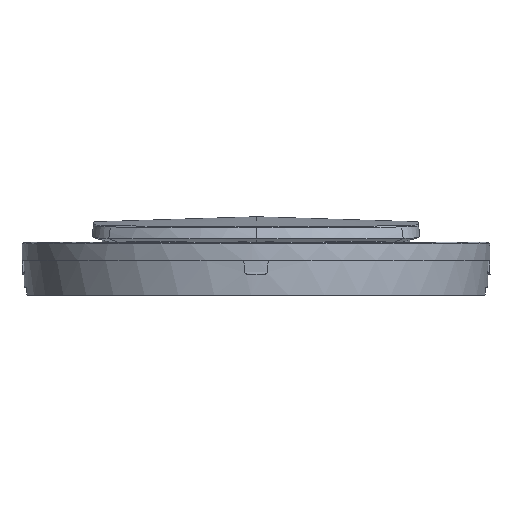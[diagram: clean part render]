
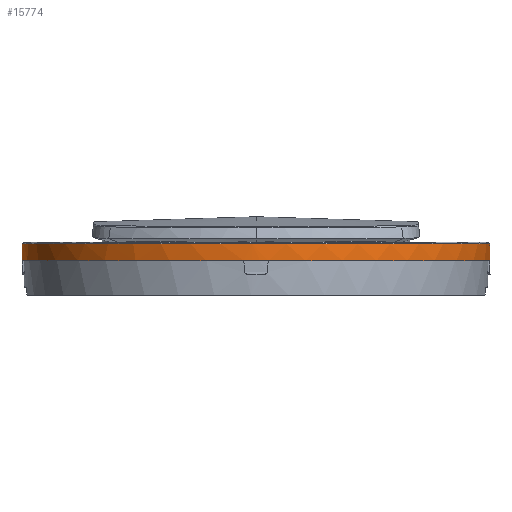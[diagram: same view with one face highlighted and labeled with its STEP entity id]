
A CAD part, front view. The second image highlights one B-rep face of the part: STEP entity #15774.
In plain terms, the highlighted conical face has half-angle 1.5 degrees and reference radius 26.5 mm.
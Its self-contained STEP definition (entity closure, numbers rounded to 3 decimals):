
#15640=AXIS2_PLACEMENT_3D('Circle Axis2P3D',#15638,#15639,$) ;
#15685=AXIS2_PLACEMENT_3D('Circle Axis2P3D',#15683,#15684,$) ;
#15731=AXIS2_PLACEMENT_3D('Cone Axis2P3D',#15728,#15729,#15730) ;
#15742=AXIS2_PLACEMENT_3D('Circle Axis2P3D',#15740,#15741,$) ;
#15747=AXIS2_PLACEMENT_3D('Circle Axis2P3D',#15745,#15746,$) ;
#15752=AXIS2_PLACEMENT_3D('Circle Axis2P3D',#15750,#15751,$) ;
#11717=CARTESIAN_POINT('Vertex',(-26.45,-0.008,8.304)) ;
#11721=CARTESIAN_POINT('Control Point',(26.45,-0.016,8.304)) ;
#11722=CARTESIAN_POINT('Control Point',(26.45,-0.046,8.304)) ;
#11723=CARTESIAN_POINT('Control Point',(26.45,-0.076,8.304)) ;
#11724=CARTESIAN_POINT('Control Point',(26.45,-0.106,8.304)) ;
#11725=CARTESIAN_POINT('Control Point',(26.443,-1.493,8.304)) ;
#11726=CARTESIAN_POINT('Control Point',(26.346,-2.88,8.304)) ;
#11727=CARTESIAN_POINT('Control Point',(26.163,-4.229,8.304)) ;
#11728=CARTESIAN_POINT('Control Point',(24.973,-10.135,8.304)) ;
#11729=CARTESIAN_POINT('Control Point',(22.134,-15.595,8.304)) ;
#11730=CARTESIAN_POINT('Control Point',(19.028,-19.263,8.304)) ;
#11731=CARTESIAN_POINT('Control Point',(13.316,-23.56,8.304)) ;
#11732=CARTESIAN_POINT('Control Point',(6.645,-25.761,8.304)) ;
#11733=CARTESIAN_POINT('Control Point',(4.348,-26.247,8.304)) ;
#11734=CARTESIAN_POINT('Control Point',(-0.312,-26.704,8.304)) ;
#11735=CARTESIAN_POINT('Control Point',(-4.958,-26.138,8.304)) ;
#11736=CARTESIAN_POINT('Control Point',(-7.239,-25.6,8.304)) ;
#11737=CARTESIAN_POINT('Control Point',(-11.643,-24.033,8.304)) ;
#11738=CARTESIAN_POINT('Control Point',(-15.6,-21.55,8.304)) ;
#11739=CARTESIAN_POINT('Control Point',(-17.433,-20.096,8.304)) ;
#11740=CARTESIAN_POINT('Control Point',(-21.304,-16.261,8.304)) ;
#11741=CARTESIAN_POINT('Control Point',(-24.099,-11.552,8.304)) ;
#11742=CARTESIAN_POINT('Control Point',(-25.289,-8.643,8.304)) ;
#11743=CARTESIAN_POINT('Control Point',(-26.129,-5.22,8.304)) ;
#11744=CARTESIAN_POINT('Control Point',(-26.397,-1.741,8.304)) ;
#11745=CARTESIAN_POINT('Control Point',(-26.42,-1.354,8.304)) ;
#11746=CARTESIAN_POINT('Control Point',(-26.44,-0.852,8.304)) ;
#11747=CARTESIAN_POINT('Control Point',(-26.448,-0.35,8.304)) ;
#11748=CARTESIAN_POINT('Control Point',(-26.449,-0.236,8.304)) ;
#11749=CARTESIAN_POINT('Control Point',(-26.45,-0.122,8.304)) ;
#11750=CARTESIAN_POINT('Control Point',(-26.45,-0.008,8.304)) ;
#11751=CARTESIAN_POINT('Vertex',(26.45,-0.016,8.304)) ;
#11827=CARTESIAN_POINT('Control Point',(26.45,0.,8.304)) ;
#11828=CARTESIAN_POINT('Control Point',(26.45,-0.003,8.304)) ;
#11829=CARTESIAN_POINT('Control Point',(26.45,-0.006,8.304)) ;
#11830=CARTESIAN_POINT('Control Point',(26.45,-0.01,8.304)) ;
#11831=CARTESIAN_POINT('Control Point',(26.45,-0.013,8.304)) ;
#11832=CARTESIAN_POINT('Control Point',(26.45,-0.016,8.304)) ;
#11833=CARTESIAN_POINT('Vertex',(26.45,0.,8.304)) ;
#12854=CARTESIAN_POINT('Vertex',(-26.45,0.,8.304)) ;
#12858=CARTESIAN_POINT('Control Point',(-26.45,-0.008,8.304)) ;
#12859=CARTESIAN_POINT('Control Point',(-26.45,-0.007,8.304)) ;
#12860=CARTESIAN_POINT('Control Point',(-26.45,-0.005,8.304)) ;
#12861=CARTESIAN_POINT('Control Point',(-26.45,-0.003,8.304)) ;
#12862=CARTESIAN_POINT('Control Point',(-26.45,-0.002,8.304)) ;
#12863=CARTESIAN_POINT('Control Point',(-26.45,0.,8.304)) ;
#15628=CARTESIAN_POINT('Vertex',(-26.464,-1.381,6.4)) ;
#15635=CARTESIAN_POINT('Vertex',(-1.381,-26.464,6.4)) ;
#15638=CARTESIAN_POINT('Axis2P3D Location',(0.,0.,6.4)) ;
#15680=CARTESIAN_POINT('Vertex',(26.464,-1.381,6.4)) ;
#15683=CARTESIAN_POINT('Axis2P3D Location',(0.,0.,6.4)) ;
#15687=CARTESIAN_POINT('Vertex',(1.381,-26.464,6.4)) ;
#15728=CARTESIAN_POINT('Axis2P3D Location',(0.,0.,6.4)) ;
#15733=CARTESIAN_POINT('Line Origine',(-26.473,0.,7.45)) ;
#15737=CARTESIAN_POINT('Vertex',(-26.5,0.,6.4)) ;
#15740=CARTESIAN_POINT('Axis2P3D Location',(0.,0.,6.4)) ;
#15745=CARTESIAN_POINT('Axis2P3D Location',(0.,0.,6.4)) ;
#15750=CARTESIAN_POINT('Axis2P3D Location',(0.,0.,6.4)) ;
#15754=CARTESIAN_POINT('Vertex',(26.5,0.,6.4)) ;
#15757=CARTESIAN_POINT('Line Origine',(26.473,0.,7.45)) ;
#15639=DIRECTION('Axis2P3D Direction',(0.,0.,1.)) ;
#15684=DIRECTION('Axis2P3D Direction',(0.,0.,1.)) ;
#15729=DIRECTION('Axis2P3D Direction',(-0.,-0.,-1.)) ;
#15730=DIRECTION('Axis2P3D XDirection',(-1.,0.,0.)) ;
#15734=DIRECTION('Vector Direction',(-0.026,0.,-1.)) ;
#15741=DIRECTION('Axis2P3D Direction',(0.,0.,1.)) ;
#15746=DIRECTION('Axis2P3D Direction',(0.,0.,1.)) ;
#15751=DIRECTION('Axis2P3D Direction',(0.,0.,1.)) ;
#15758=DIRECTION('Vector Direction',(0.026,0.,-1.)) ;
#15735=VECTOR('Line Direction',#15734,1.) ;
#15759=VECTOR('Line Direction',#15758,1.) ;
#15763=ORIENTED_EDGE('',*,*,#11835,.F.) ;
#15764=ORIENTED_EDGE('',*,*,#11753,.F.) ;
#15765=ORIENTED_EDGE('',*,*,#12864,.F.) ;
#15766=ORIENTED_EDGE('',*,*,#15739,.F.) ;
#15767=ORIENTED_EDGE('',*,*,#15744,.F.) ;
#15768=ORIENTED_EDGE('',*,*,#15642,.F.) ;
#15769=ORIENTED_EDGE('',*,*,#15749,.F.) ;
#15770=ORIENTED_EDGE('',*,*,#15689,.F.) ;
#15771=ORIENTED_EDGE('',*,*,#15756,.F.) ;
#15772=ORIENTED_EDGE('',*,*,#15761,.T.) ;
#15774=ADVANCED_FACE('ED11348_A.1\\bague',(#15773),#15732,.T.) ;
#11720=B_SPLINE_CURVE_WITH_KNOTS('',5,(#11721,#11722,#11723,#11724,#11725,#11726,#11727,#11728,#11729,#11730,#11731,#11732,#11733,#11734,#11735,#11736,#11737,#11738,#11739,#11740,#11741,#11742,#11743,#11744,#11745,#11746,#11747,#11748,#11749,#11750),.UNSPECIFIED.,.F.,.U.,(6,3,3,3,3,3,3,3,3,6),(23.635,23.839,33.108,64.896,80.792,96.688,112.564,133.738,136.388,137.166),.UNSPECIFIED.) ;
#11826=B_SPLINE_CURVE_WITH_KNOTS('',5,(#11827,#11828,#11829,#11830,#11831,#11832),.UNSPECIFIED.,.F.,.U.,(6,6),(47.975,47.997),.UNSPECIFIED.) ;
#12857=B_SPLINE_CURVE_WITH_KNOTS('',5,(#12858,#12859,#12860,#12861,#12862,#12863),.UNSPECIFIED.,.F.,.U.,(6,6),(50.628,50.639),.UNSPECIFIED.) ;
#15641=CIRCLE('generated circle',#15640,26.5) ;
#15686=CIRCLE('generated circle',#15685,26.5) ;
#15743=CIRCLE('generated circle',#15742,26.5) ;
#15748=CIRCLE('generated circle',#15747,26.5) ;
#15753=CIRCLE('generated circle',#15752,26.5) ;
#15732=CONICAL_SURFACE('Cone',#15731,26.5,0.026) ;
#11753=EDGE_CURVE('',#11718,#11752,#11720,.F.) ;
#11835=EDGE_CURVE('',#11752,#11834,#11826,.F.) ;
#12864=EDGE_CURVE('',#12855,#11718,#12857,.F.) ;
#15642=EDGE_CURVE('',#15636,#15629,#15641,.F.) ;
#15689=EDGE_CURVE('',#15681,#15688,#15686,.F.) ;
#15739=EDGE_CURVE('',#15738,#12855,#15736,.F.) ;
#15744=EDGE_CURVE('',#15629,#15738,#15743,.F.) ;
#15749=EDGE_CURVE('',#15688,#15636,#15748,.F.) ;
#15756=EDGE_CURVE('',#15755,#15681,#15753,.F.) ;
#15761=EDGE_CURVE('',#15755,#11834,#15760,.F.) ;
#15762=EDGE_LOOP('',(#15763,#15764,#15765,#15766,#15767,#15768,#15769,#15770,#15771,#15772)) ;
#15773=FACE_OUTER_BOUND('',#15762,.T.) ;
#15736=LINE('Line',#15733,#15735) ;
#15760=LINE('Line',#15757,#15759) ;
#11718=VERTEX_POINT('',#11717) ;
#11752=VERTEX_POINT('',#11751) ;
#11834=VERTEX_POINT('',#11833) ;
#12855=VERTEX_POINT('',#12854) ;
#15629=VERTEX_POINT('',#15628) ;
#15636=VERTEX_POINT('',#15635) ;
#15681=VERTEX_POINT('',#15680) ;
#15688=VERTEX_POINT('',#15687) ;
#15738=VERTEX_POINT('',#15737) ;
#15755=VERTEX_POINT('',#15754) ;
